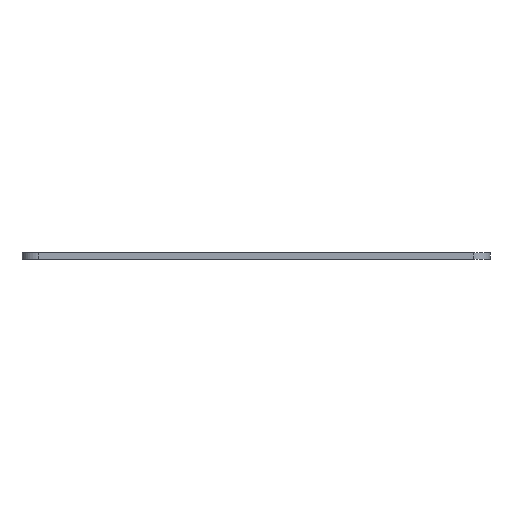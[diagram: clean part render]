
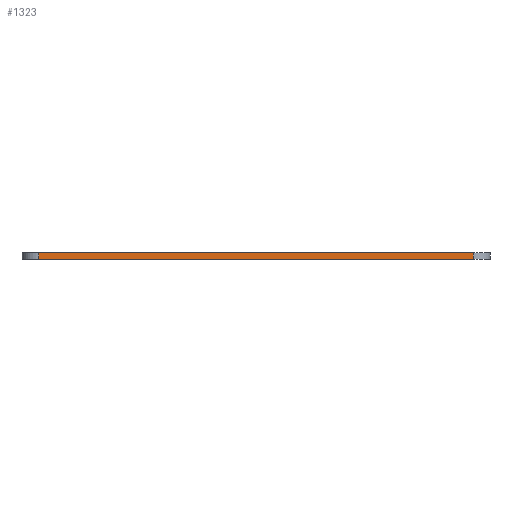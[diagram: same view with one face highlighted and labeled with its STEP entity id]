
A CAD part, front view. The second image highlights one B-rep face of the part: STEP entity #1323.
In plain terms, the highlighted planar face has unit normal (0, -1, 0).
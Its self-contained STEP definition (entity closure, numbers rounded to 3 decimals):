
#14=DIRECTION('',(1.,0.,0.));
#15=VECTOR('',#14,130.);
#16=CARTESIAN_POINT('',(5.,0.,0.));
#17=LINE('',#16,#15);
#303=DIRECTION('',(0.,0.,1.));
#304=VECTOR('',#303,2.);
#305=CARTESIAN_POINT('',(135.,0.,0.));
#306=LINE('',#305,#304);
#307=DIRECTION('',(0.,0.,1.));
#308=VECTOR('',#307,2.);
#309=CARTESIAN_POINT('',(5.,0.,0.));
#310=LINE('',#309,#308);
#350=DIRECTION('',(1.,0.,0.));
#351=VECTOR('',#350,130.);
#352=CARTESIAN_POINT('',(5.,0.,2.));
#353=LINE('',#352,#351);
#811=CARTESIAN_POINT('',(5.,0.,0.));
#812=VERTEX_POINT('',#811);
#813=CARTESIAN_POINT('',(135.,0.,0.));
#814=VERTEX_POINT('',#813);
#935=CARTESIAN_POINT('',(5.,0.,2.));
#936=VERTEX_POINT('',#935);
#937=CARTESIAN_POINT('',(135.,0.,2.));
#938=VERTEX_POINT('',#937);
#1310=CARTESIAN_POINT('',(70.,0.,1.));
#1311=DIRECTION('',(0.,1.,0.));
#1312=DIRECTION('',(1.,0.,0.));
#1313=AXIS2_PLACEMENT_3D('',#1310,#1311,#1312);
#1314=PLANE('',#1313);
#1315=ORIENTED_EDGE('',*,*,#1064,.F.);
#1317=ORIENTED_EDGE('',*,*,#1316,.T.);
#1319=ORIENTED_EDGE('',*,*,#1318,.T.);
#1320=ORIENTED_EDGE('',*,*,#1302,.F.);
#1321=EDGE_LOOP('',(#1315,#1317,#1319,#1320));
#1322=FACE_OUTER_BOUND('',#1321,.F.);
#1323=ADVANCED_FACE('',(#1322),#1314,.F.);
#1064=EDGE_CURVE('',#812,#814,#17,.T.);
#1302=EDGE_CURVE('',#814,#938,#306,.T.);
#1316=EDGE_CURVE('',#812,#936,#310,.T.);
#1318=EDGE_CURVE('',#936,#938,#353,.T.);
